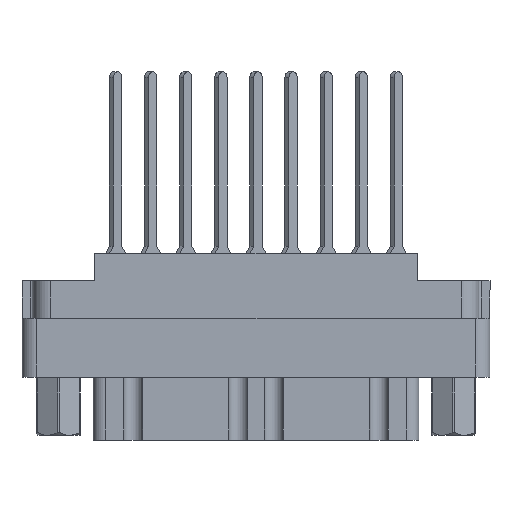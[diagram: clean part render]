
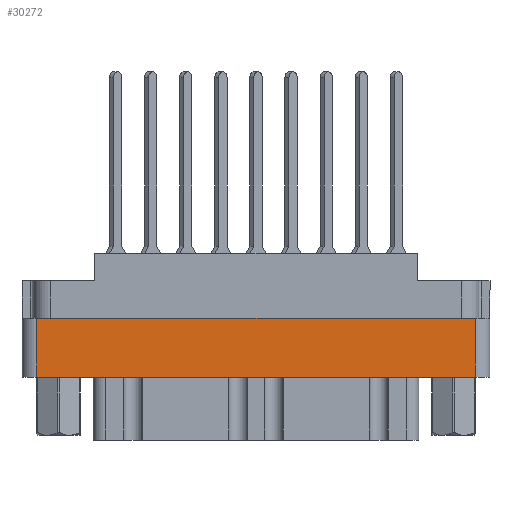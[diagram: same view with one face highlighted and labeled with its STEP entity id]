
A CAD part, front view. The second image highlights one B-rep face of the part: STEP entity #30272.
In plain terms, the highlighted planar face has unit normal (0, -1, 0).
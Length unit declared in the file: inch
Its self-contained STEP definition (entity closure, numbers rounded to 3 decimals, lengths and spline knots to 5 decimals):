
#1076 = CARTESIAN_POINT ( 'NONE',  ( -1., -0.438, -0.277 ) ) ;
#2144 = CARTESIAN_POINT ( 'NONE',  ( 0.938, -0.438, -0.529 ) ) ;
#3719 = AXIS2_PLACEMENT_3D ( 'NONE', #16840, #30494, #30276 ) ;
#3740 = VERTEX_POINT ( 'NONE', #18134 ) ;
#3776 = LINE ( 'NONE', #21297, #5887 ) ;
#5210 = CARTESIAN_POINT ( 'NONE',  ( -0.938, -0.438, -0.798 ) ) ;
#5887 = VECTOR ( 'NONE', #8263, 39.37008 ) ;
#7694 = CARTESIAN_POINT ( 'NONE',  ( -0.938, -0.438, -0.277 ) ) ;
#8263 = DIRECTION ( 'NONE',  ( 0., 0., 1. ) ) ;
#8507 = VERTEX_POINT ( 'NONE', #43890 ) ;
#9221 = LINE ( 'NONE', #2144, #26094 ) ;
#9795 = VECTOR ( 'NONE', #25422, 39.37008 ) ;
#10790 = VECTOR ( 'NONE', #15459, 39.37008 ) ;
#14534 = DIRECTION ( 'NONE',  ( -1., 0., 0. ) ) ;
#15459 = DIRECTION ( 'NONE',  ( 0., 0., 1. ) ) ;
#16840 = CARTESIAN_POINT ( 'NONE',  ( -0.938, -0.438, -0.798 ) ) ;
#18134 = CARTESIAN_POINT ( 'NONE',  ( 0.938, -0.438, -0.529 ) ) ;
#20478 = PLANE ( 'NONE',  #3719 ) ;
#20636 = ORIENTED_EDGE ( 'NONE', *, *, #38942, .F. ) ;
#21297 = CARTESIAN_POINT ( 'NONE',  ( 0.938, -0.438, -0.798 ) ) ;
#22594 = CARTESIAN_POINT ( 'NONE',  ( -0.938, -0.438, -0.529 ) ) ;
#25233 = VERTEX_POINT ( 'NONE', #22594 ) ;
#25422 = DIRECTION ( 'NONE',  ( 1., 0., 0. ) ) ;
#26094 = VECTOR ( 'NONE', #14534, 39.37008 ) ;
#29515 = EDGE_CURVE ( 'NONE', #3740, #8507, #3776, .T. ) ;
#30272 = ADVANCED_FACE ( 'NONE', ( #43985 ), #20478, .T. ) ;
#30276 = DIRECTION ( 'NONE',  ( 0., 0., -1. ) ) ;
#30494 = DIRECTION ( 'NONE',  ( 0., -1., 0. ) ) ;
#31945 = EDGE_CURVE ( 'NONE', #25233, #32480, #40294, .T. ) ;
#32268 = LINE ( 'NONE', #1076, #9795 ) ;
#32480 = VERTEX_POINT ( 'NONE', #7694 ) ;
#35221 = ORIENTED_EDGE ( 'NONE', *, *, #29515, .T. ) ;
#38755 = ORIENTED_EDGE ( 'NONE', *, *, #31945, .F. ) ;
#38942 = EDGE_CURVE ( 'NONE', #3740, #25233, #9221, .T. ) ;
#40294 = LINE ( 'NONE', #5210, #10790 ) ;
#42856 = EDGE_CURVE ( 'NONE', #32480, #8507, #32268, .T. ) ;
#43890 = CARTESIAN_POINT ( 'NONE',  ( 0.938, -0.438, -0.277 ) ) ;
#43929 = ORIENTED_EDGE ( 'NONE', *, *, #42856, .F. ) ;
#43985 = FACE_OUTER_BOUND ( 'NONE', #44375, .T. ) ;
#44375 = EDGE_LOOP ( 'NONE', ( #38755, #20636, #35221, #43929 ) ) ;
